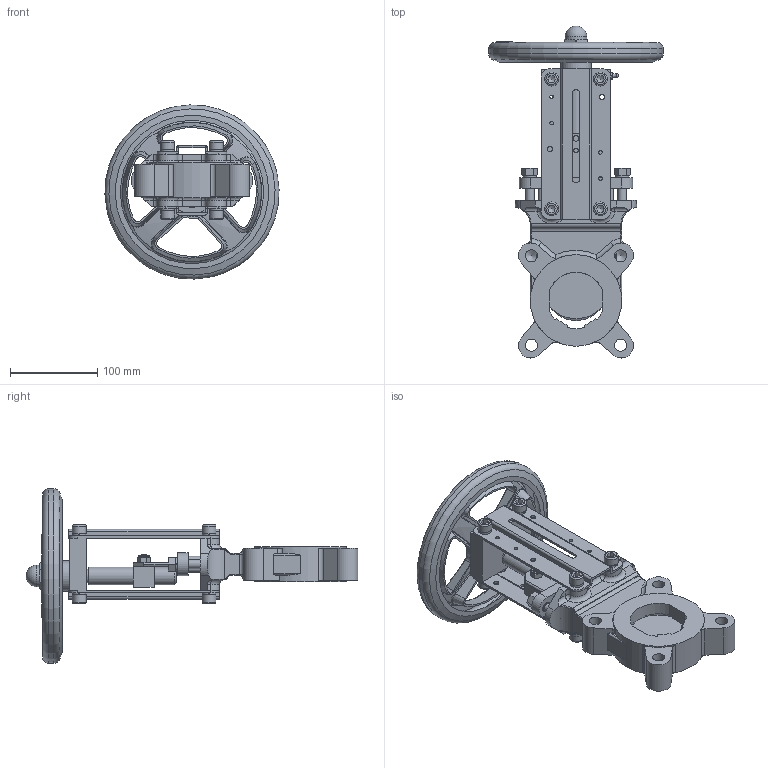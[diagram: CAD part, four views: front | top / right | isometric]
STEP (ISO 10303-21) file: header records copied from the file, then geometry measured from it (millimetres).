
FILE_DESCRIPTION(/* description */ ('178065'),/* implementation_level */ '2;1');
FILE_NAME(/* name */ '178065.stp',/* time_stamp */ '2019-02-18T11:29:44+01:00',/* author */ ('jmorand'),/* organization */ ('Sferaco'),/* preprocessor_version */ 'ST-DEVELOPER v17',/* originating_system */ 'Autodesk Inventor 2019',/* authorisation */ '');
FILE_SCHEMA (('AUTOMOTIVE_DESIGN { 1 0 10303 214 3 1 1 }'));
Length unit declared in the file: millimetre
Products named in the file (1): 178065
Bounding box: 199.89 x 380.97 x 199.89 mm (x, y, z)
Volume: 1048822.4 mm3; surface area: 321208.7 mm2
Topology: 28 solids, 32 shells, 1486 faces, 3883 edges, 2528 vertices
Faces by surface type: plane 657, bspline 306, cylinder 267, cone 171, torus 75, sphere 10
Full cylindrical faces by diameter (mm): 3.5 x2, 4 x2, 4.2 x6, 5 x2, 6 x7, 6.5 x1, 8 x4, 8.5 x16, 9 x2, 10 x15, 10.5 x8, 12 x2, 13 x4, 14 x8, 15.5 x1, 16 x8, 20 x2, 25 x1, 35 x1, 70 x1, 105 x1, 196 x1, 200 x1
Entity records: 56057 total; most frequent: CARTESIAN_POINT 20033, ORIENTED_EDGE 7706, DIRECTION 6664, EDGE_CURVE 3853, VERTEX_POINT 2528, AXIS2_PLACEMENT_3D 2461, LINE 1742, VECTOR 1742
